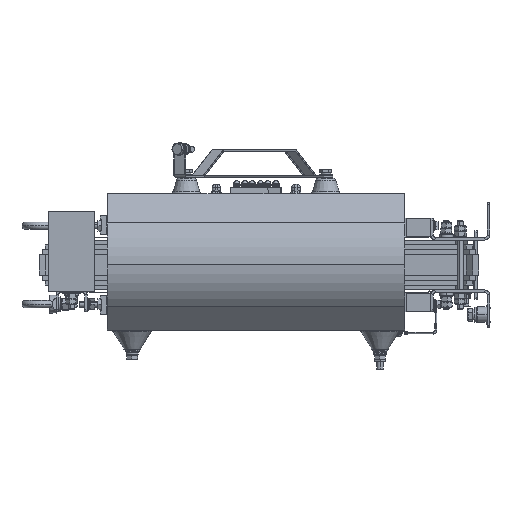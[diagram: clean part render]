
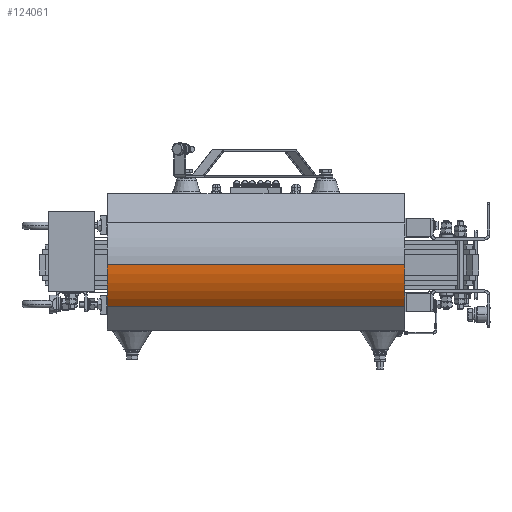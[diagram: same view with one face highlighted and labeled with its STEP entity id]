
A CAD part, left-side view. The second image highlights one B-rep face of the part: STEP entity #124061.
In plain terms, the highlighted cylindrical face has radius 100 mm (diameter 200 mm), a partial arc.
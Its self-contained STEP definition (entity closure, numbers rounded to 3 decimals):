
#15597 = CARTESIAN_POINT ( 'NONE',  ( -322., -235.5, 0. ) ) ;
#15613 = CARTESIAN_POINT ( 'NONE',  ( -296.294, -235.5, -66.936 ) ) ;
#15622 = DIRECTION ( 'NONE',  ( 0., 1., 0. ) ) ;
#15667 = DIRECTION ( 'NONE',  ( 0., 1., 0. ) ) ;
#15727 = VECTOR ( 'NONE', #15622, 1000. ) ;
#15782 = VECTOR ( 'NONE', #15667, 1000. ) ;
#15784 = LINE ( 'NONE', #15613, #15782 ) ;
#15809 = LINE ( 'NONE', #15597, #15727 ) ;
#20740 = ORIENTED_EDGE ( 'NONE', *, *, #102052, .F. ) ;
#20764 = ORIENTED_EDGE ( 'NONE', *, *, #103370, .F. ) ;
#20771 = ORIENTED_EDGE ( 'NONE', *, *, #102055, .T. ) ;
#20787 = ORIENTED_EDGE ( 'NONE', *, *, #103323, .T. ) ;
#27605 = VERTEX_POINT ( 'NONE', #80646 ) ;
#27631 = VERTEX_POINT ( 'NONE', #80695 ) ;
#27638 = VERTEX_POINT ( 'NONE', #80717 ) ;
#27651 = VERTEX_POINT ( 'NONE', #80653 ) ;
#40644 = FACE_OUTER_BOUND ( 'NONE', #129455, .T. ) ;
#40659 = CYLINDRICAL_SURFACE ( 'NONE', #120638, 100. ) ;
#80646 = CARTESIAN_POINT ( 'NONE',  ( -296.294, -235.5, -66.936 ) ) ;
#80653 = CARTESIAN_POINT ( 'NONE',  ( -322., -235.5, 0. ) ) ;
#80695 = CARTESIAN_POINT ( 'NONE',  ( -322., 244.5, 0. ) ) ;
#80717 = CARTESIAN_POINT ( 'NONE',  ( -296.294, 244.5, -66.936 ) ) ;
#102052 = EDGE_CURVE ( 'NONE', #27605, #27638, #15784, .T. ) ;
#102055 = EDGE_CURVE ( 'NONE', #27651, #27631, #15809, .T. ) ;
#103323 = EDGE_CURVE ( 'NONE', #27631, #27638, #127217, .T. ) ;
#103370 = EDGE_CURVE ( 'NONE', #27651, #27605, #127340, .T. ) ;
#107110 = AXIS2_PLACEMENT_3D ( 'NONE', #116233, #116209, #116248 ) ;
#107168 = AXIS2_PLACEMENT_3D ( 'NONE', #116398, #116452, #116453 ) ;
#115162 = CARTESIAN_POINT ( 'NONE',  ( -222., -235.5, 0. ) ) ;
#115168 = DIRECTION ( 'NONE',  ( 0., 1., 0. ) ) ;
#115184 = DIRECTION ( 'NONE',  ( -1., 0., 0. ) ) ;
#116209 = DIRECTION ( 'NONE',  ( 0., -1., 0. ) ) ;
#116233 = CARTESIAN_POINT ( 'NONE',  ( -222., 244.5, 0. ) ) ;
#116248 = DIRECTION ( 'NONE',  ( 1., 0., 0. ) ) ;
#116398 = CARTESIAN_POINT ( 'NONE',  ( -222., -235.5, 0. ) ) ;
#116452 = DIRECTION ( 'NONE',  ( 0., -1., 0. ) ) ;
#116453 = DIRECTION ( 'NONE',  ( 1., 0., 0. ) ) ;
#120638 = AXIS2_PLACEMENT_3D ( 'NONE', #115162, #115168, #115184 ) ;
#124061 = ADVANCED_FACE ( 'NONE', ( #40644 ), #40659, .T. ) ;
#127217 = CIRCLE ( 'NONE', #107110, 100. ) ;
#127340 = CIRCLE ( 'NONE', #107168, 100. ) ;
#129455 = EDGE_LOOP ( 'NONE', ( #20764, #20771, #20787, #20740 ) ) ;
